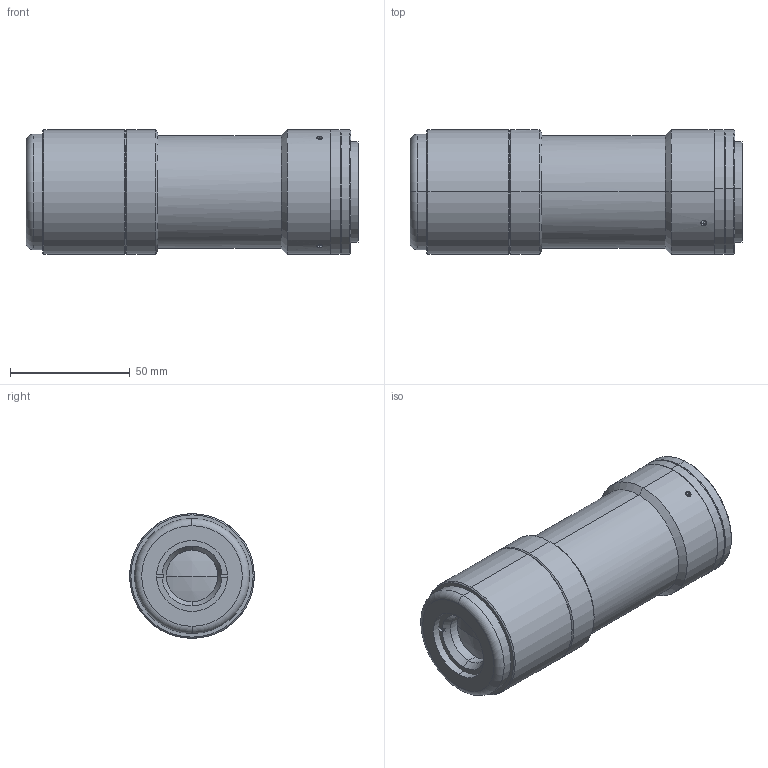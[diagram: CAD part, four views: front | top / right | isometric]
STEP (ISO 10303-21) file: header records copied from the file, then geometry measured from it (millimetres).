
FILE_DESCRIPTION (( 'STEP AP203' ), '1' );
FILE_NAME ('DP23004-B_MC4K050X-N.step', '2022-01-04T11:33:03', ( '' ), ( '' ), 'SwSTEP 2.0', 'SolidWorks 2021', '' );
FILE_SCHEMA (( 'CONFIG_CONTROL_DESIGN' ));
Length unit declared in the file: millimetre
Products named in the file (1): DP23004-B_MC4K050X-N
Bounding box: 138.41 x 52 x 52 mm (x, y, z)
Surface area: 37343.4 mm2 (no closed solid volume)
Topology: 0 solids, 15 shells, 105 faces, 283 edges, 193 vertices
Faces by surface type: plane 44, cylinder 35, cone 22, sphere 2, torus 2
Entity records: 3787 total; most frequent: CARTESIAN_POINT 1049, DIRECTION 592, ORIENTED_EDGE 468, EDGE_CURVE 283, AXIS2_PLACEMENT_3D 226, VERTEX_POINT 193, VECTOR 140, LINE 140
